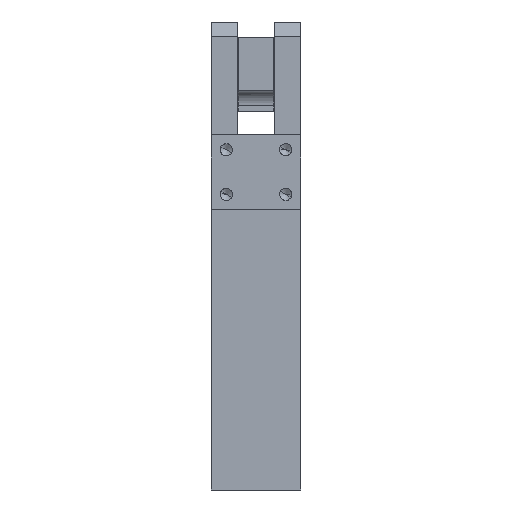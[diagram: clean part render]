
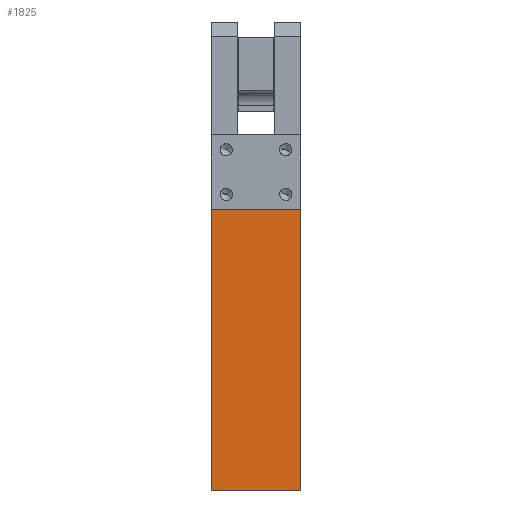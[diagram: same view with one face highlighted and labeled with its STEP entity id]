
A CAD part, front view. The second image highlights one B-rep face of the part: STEP entity #1825.
In plain terms, the highlighted planar face has unit normal (0, -1, 0).
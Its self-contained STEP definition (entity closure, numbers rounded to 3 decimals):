
#775=CARTESIAN_POINT('Vertex',(15.,-22.,-63.)) ;
#778=CARTESIAN_POINT('Line Origine',(15.,-22.,-110.25)) ;
#782=CARTESIAN_POINT('Vertex',(15.,-22.,-157.5)) ;
#1047=CARTESIAN_POINT('Line Origine',(0.,-22.,-157.5)) ;
#1051=CARTESIAN_POINT('Vertex',(-15.,-22.,-157.5)) ;
#1229=CARTESIAN_POINT('Line Origine',(-15.,-22.,-110.25)) ;
#1233=CARTESIAN_POINT('Vertex',(-15.,-22.,-63.)) ;
#1809=CARTESIAN_POINT('Axis2P3D Location',(15.,-22.,0.)) ;
#1814=CARTESIAN_POINT('Line Origine',(0.,-22.,-63.)) ;
#779=DIRECTION('Vector Direction',(0.,0.,-1.)) ;
#1048=DIRECTION('Vector Direction',(-1.,0.,0.)) ;
#1230=DIRECTION('Vector Direction',(0.,0.,-1.)) ;
#1810=DIRECTION('Axis2P3D Direction',(0.,-1.,0.)) ;
#1811=DIRECTION('Axis2P3D XDirection',(-1.,0.,0.)) ;
#1815=DIRECTION('Vector Direction',(-1.,0.,0.)) ;
#1812=AXIS2_PLACEMENT_3D('Plane Axis2P3D',#1809,#1810,#1811) ;
#1820=ORIENTED_EDGE('',*,*,#1235,.T.) ;
#1821=ORIENTED_EDGE('',*,*,#1053,.T.) ;
#1822=ORIENTED_EDGE('',*,*,#784,.F.) ;
#1823=ORIENTED_EDGE('',*,*,#1818,.T.) ;
#780=VECTOR('Line Direction',#779,1.) ;
#1049=VECTOR('Line Direction',#1048,1.) ;
#1231=VECTOR('Line Direction',#1230,1.) ;
#1816=VECTOR('Line Direction',#1815,1.) ;
#1825=ADVANCED_FACE('',(#1824),#1813,.T.) ;
#784=EDGE_CURVE('',#776,#783,#781,.T.) ;
#1053=EDGE_CURVE('',#1052,#783,#1050,.F.) ;
#1235=EDGE_CURVE('',#1234,#1052,#1232,.T.) ;
#1818=EDGE_CURVE('',#776,#1234,#1817,.T.) ;
#1819=EDGE_LOOP('',(#1820,#1821,#1822,#1823)) ;
#1824=FACE_OUTER_BOUND('',#1819,.T.) ;
#781=LINE('Line',#778,#780) ;
#1050=LINE('Line',#1047,#1049) ;
#1232=LINE('Line',#1229,#1231) ;
#1817=LINE('Line',#1814,#1816) ;
#1813=PLANE('Plane',#1812) ;
#776=VERTEX_POINT('',#775) ;
#783=VERTEX_POINT('',#782) ;
#1052=VERTEX_POINT('',#1051) ;
#1234=VERTEX_POINT('',#1233) ;
